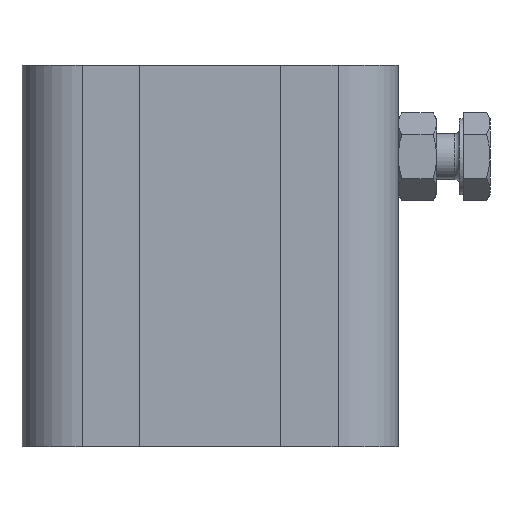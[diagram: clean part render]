
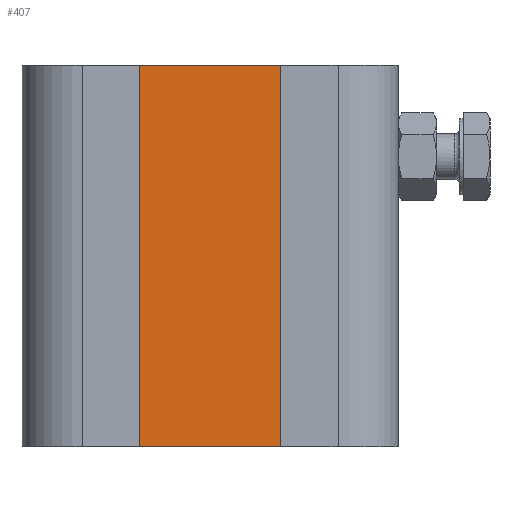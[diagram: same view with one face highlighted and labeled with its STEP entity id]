
A CAD part, front view. The second image highlights one B-rep face of the part: STEP entity #407.
In plain terms, the highlighted planar face has unit normal (0, -1, 0).
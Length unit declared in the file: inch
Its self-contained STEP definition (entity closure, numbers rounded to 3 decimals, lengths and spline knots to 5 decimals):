
#31 = EDGE_CURVE ( 'NONE', #1652, #1665, #2068, .T. ) ;
#152 = CARTESIAN_POINT ( 'NONE',  ( -0.65945, 0.80709, 1.9685 ) ) ;
#187 = CARTESIAN_POINT ( 'NONE',  ( -0.65945, 0.80709, 0. ) ) ;
#207 = CARTESIAN_POINT ( 'NONE',  ( 0.65945, 0.80709, 1.9685 ) ) ;
#234 = EDGE_CURVE ( 'NONE', #1863, #897, #2204, .T. ) ;
#384 = EDGE_LOOP ( 'NONE', ( #1500, #2259, #1392, #1215 ) ) ;
#407 = ADVANCED_FACE ( 'NONE', ( #2217 ), #1085, .T. ) ;
#522 = DIRECTION ( 'NONE',  ( 1., 0., 0. ) ) ;
#719 = CARTESIAN_POINT ( 'NONE',  ( 0.65945, 0.80709, 1.9685 ) ) ;
#733 = VECTOR ( 'NONE', #1297, 39.37008 ) ;
#781 = VECTOR ( 'NONE', #2211, 39.37008 ) ;
#805 = CARTESIAN_POINT ( 'NONE',  ( -0.81299, 0.80709, 1.9685 ) ) ;
#897 = VERTEX_POINT ( 'NONE', #187 ) ;
#1075 = DIRECTION ( 'NONE',  ( -1., 0., 0. ) ) ;
#1085 = PLANE ( 'NONE',  #1673 ) ;
#1103 = LINE ( 'NONE', #207, #781 ) ;
#1215 = ORIENTED_EDGE ( 'NONE', *, *, #2541, .T. ) ;
#1248 = DIRECTION ( 'NONE',  ( 0., -1., 0. ) ) ;
#1297 = DIRECTION ( 'NONE',  ( 0., 0., -1. ) ) ;
#1317 = CARTESIAN_POINT ( 'NONE',  ( -0.65945, 0.80709, 1.9685 ) ) ;
#1392 = ORIENTED_EDGE ( 'NONE', *, *, #31, .F. ) ;
#1427 = CARTESIAN_POINT ( 'NONE',  ( -0.81299, 0.80709, 1.9685 ) ) ;
#1500 = ORIENTED_EDGE ( 'NONE', *, *, #234, .F. ) ;
#1507 = CARTESIAN_POINT ( 'NONE',  ( -0.97047, 0.80709, 0. ) ) ;
#1568 = VECTOR ( 'NONE', #522, 39.37008 ) ;
#1652 = VERTEX_POINT ( 'NONE', #1317 ) ;
#1665 = VERTEX_POINT ( 'NONE', #719 ) ;
#1673 = AXIS2_PLACEMENT_3D ( 'NONE', #805, #1248, #2667 ) ;
#1863 = VERTEX_POINT ( 'NONE', #1909 ) ;
#1909 = CARTESIAN_POINT ( 'NONE',  ( 0.65945, 0.80709, 0. ) ) ;
#1991 = EDGE_CURVE ( 'NONE', #1863, #1665, #1103, .T. ) ;
#2068 = LINE ( 'NONE', #1427, #1568 ) ;
#2175 = LINE ( 'NONE', #152, #733 ) ;
#2204 = LINE ( 'NONE', #1507, #2938 ) ;
#2211 = DIRECTION ( 'NONE',  ( 0., 0., 1. ) ) ;
#2217 = FACE_OUTER_BOUND ( 'NONE', #384, .T. ) ;
#2259 = ORIENTED_EDGE ( 'NONE', *, *, #1991, .T. ) ;
#2541 = EDGE_CURVE ( 'NONE', #1652, #897, #2175, .T. ) ;
#2667 = DIRECTION ( 'NONE',  ( 1., 0., 0. ) ) ;
#2938 = VECTOR ( 'NONE', #1075, 39.37008 ) ;
